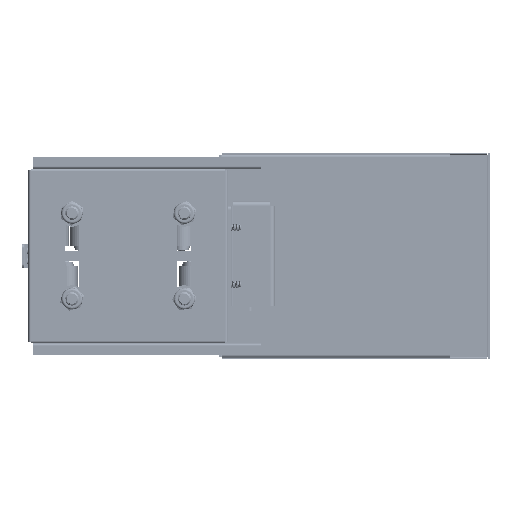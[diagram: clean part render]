
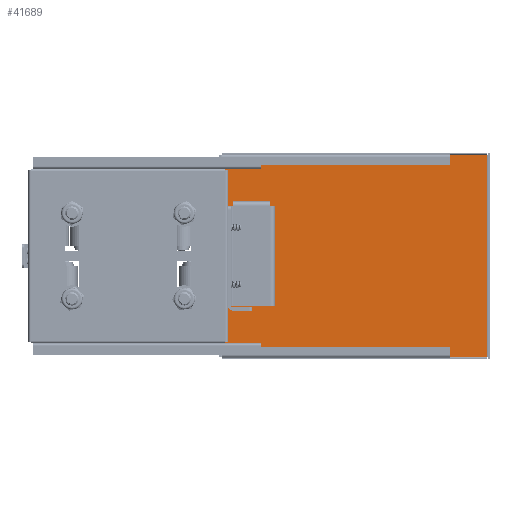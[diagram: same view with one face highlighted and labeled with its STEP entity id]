
A CAD part, front view. The second image highlights one B-rep face of the part: STEP entity #41689.
In plain terms, the highlighted planar face has unit normal (0, -1, 0).
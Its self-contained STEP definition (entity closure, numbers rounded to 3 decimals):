
#1341 = ORIENTED_EDGE ( 'NONE', *, *, #43755, .F. ) ;
#2915 = DIRECTION ( 'NONE',  ( 0., 1., 0. ) ) ;
#3402 = PLANE ( 'NONE',  #8601 ) ;
#3946 = EDGE_CURVE ( 'NONE', #37170, #18710, #27518, .T. ) ;
#4048 = EDGE_CURVE ( 'NONE', #10279, #37170, #19989, .T. ) ;
#4442 = DIRECTION ( 'NONE',  ( 0., 0., -1. ) ) ;
#5068 = ORIENTED_EDGE ( 'NONE', *, *, #17273, .F. ) ;
#6263 = DIRECTION ( 'NONE',  ( -1., 0., 0. ) ) ;
#8152 = CARTESIAN_POINT ( 'NONE',  ( -89.662, -1.519, -119.38 ) ) ;
#8387 = DIRECTION ( 'NONE',  ( 1., 0., 0. ) ) ;
#8601 = AXIS2_PLACEMENT_3D ( 'NONE', #42886, #2915, #17672 ) ;
#10279 = VERTEX_POINT ( 'NONE', #25169 ) ;
#12577 = VECTOR ( 'NONE', #8387, 1000. ) ;
#13413 = VERTEX_POINT ( 'NONE', #16888 ) ;
#15831 = LINE ( 'NONE', #37620, #23134 ) ;
#16888 = CARTESIAN_POINT ( 'NONE',  ( 89.662, -1.519, -119.38 ) ) ;
#17273 = EDGE_CURVE ( 'NONE', #18710, #13413, #15831, .T. ) ;
#17672 = DIRECTION ( 'NONE',  ( 0., 0., 1. ) ) ;
#18710 = VERTEX_POINT ( 'NONE', #20842 ) ;
#18724 = VECTOR ( 'NONE', #41794, 1000. ) ;
#19989 = LINE ( 'NONE', #8152, #18724 ) ;
#20842 = CARTESIAN_POINT ( 'NONE',  ( 89.662, -1.519, 117.102 ) ) ;
#23134 = VECTOR ( 'NONE', #4442, 1000. ) ;
#24654 = LINE ( 'NONE', #39445, #24937 ) ;
#24737 = ORIENTED_EDGE ( 'NONE', *, *, #4048, .F. ) ;
#24937 = VECTOR ( 'NONE', #6263, 1000. ) ;
#25169 = CARTESIAN_POINT ( 'NONE',  ( -89.662, -1.519, -119.38 ) ) ;
#27518 = LINE ( 'NONE', #42044, #12577 ) ;
#28576 = FACE_OUTER_BOUND ( 'NONE', #42005, .T. ) ;
#37170 = VERTEX_POINT ( 'NONE', #40400 ) ;
#37620 = CARTESIAN_POINT ( 'NONE',  ( 89.662, -1.519, -119.38 ) ) ;
#37709 = ORIENTED_EDGE ( 'NONE', *, *, #3946, .F. ) ;
#39445 = CARTESIAN_POINT ( 'NONE',  ( -89.662, -1.519, -119.38 ) ) ;
#40400 = CARTESIAN_POINT ( 'NONE',  ( -89.662, -1.519, 117.102 ) ) ;
#41689 = ADVANCED_FACE ( 'NONE', ( #28576 ), #3402, .F. ) ;
#41794 = DIRECTION ( 'NONE',  ( 0., 0., 1. ) ) ;
#42005 = EDGE_LOOP ( 'NONE', ( #37709, #24737, #1341, #5068 ) ) ;
#42044 = CARTESIAN_POINT ( 'NONE',  ( -89.662, -1.519, 117.102 ) ) ;
#42886 = CARTESIAN_POINT ( 'NONE',  ( -89.662, -1.519, 119.38 ) ) ;
#43755 = EDGE_CURVE ( 'NONE', #13413, #10279, #24654, .T. ) ;
